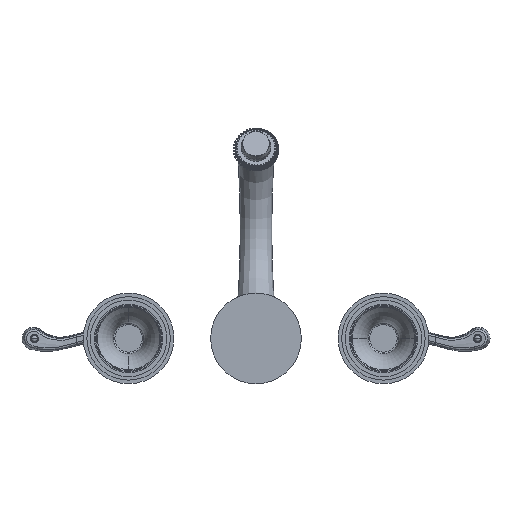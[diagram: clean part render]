
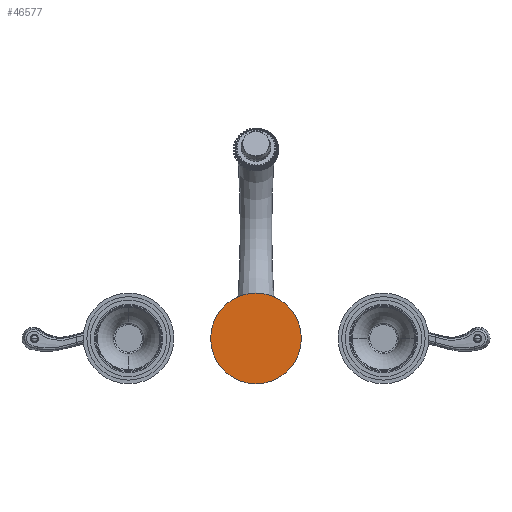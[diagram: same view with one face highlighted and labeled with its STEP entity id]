
A CAD part, front view. The second image highlights one B-rep face of the part: STEP entity #46577.
In plain terms, the highlighted planar face has unit normal (0, -1, 0).
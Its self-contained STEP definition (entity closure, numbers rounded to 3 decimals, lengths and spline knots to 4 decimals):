
#18566=CARTESIAN_POINT('',(0.,0.,0.));
#18567=DIRECTION('',(0.,1.,0.));
#18568=DIRECTION('',(1.,0.,0.));
#18569=AXIS2_PLACEMENT_3D('',#18566,#18567,#18568);
#18571=CARTESIAN_POINT('',(0.,0.,0.));
#18572=DIRECTION('',(0.,-1.,0.));
#18573=DIRECTION('',(1.,0.,0.));
#18574=AXIS2_PLACEMENT_3D('',#18571,#18572,#18573);
#22922=CARTESIAN_POINT('',(1.425,0.,0.));
#22924=VERTEX_POINT('',#22922);
#22926=CARTESIAN_POINT('',(-1.425,0.,0.));
#22928=VERTEX_POINT('',#22926);
#46568=CARTESIAN_POINT('',(0.,0.,0.));
#46569=DIRECTION('',(0.,-1.,0.));
#46570=DIRECTION('',(-1.,0.,0.));
#46571=AXIS2_PLACEMENT_3D('',#46568,#46569,#46570);
#46572=PLANE('',#46571);
#46573=ORIENTED_EDGE('',*,*,#46561,.F.);
#46574=ORIENTED_EDGE('',*,*,#46538,.T.);
#46575=EDGE_LOOP('',(#46573,#46574));
#46576=FACE_OUTER_BOUND('',#46575,.F.);
#46577=ADVANCED_FACE('',(#46576),#46572,.T.);
#18570=CIRCLE('',#18569,1.425);
#18575=CIRCLE('',#18574,1.425);
#46538=EDGE_CURVE('',#22924,#22928,#18570,.T.);
#46561=EDGE_CURVE('',#22924,#22928,#18575,.T.);
